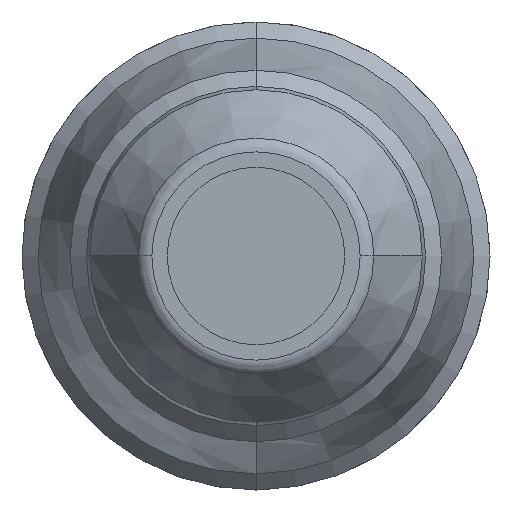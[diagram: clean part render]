
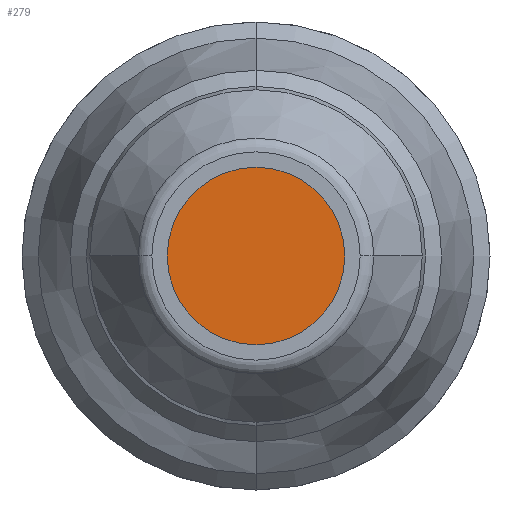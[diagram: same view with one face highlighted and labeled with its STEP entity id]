
A CAD part, front view. The second image highlights one B-rep face of the part: STEP entity #279.
In plain terms, the highlighted planar face has unit normal (0, -1, 0).
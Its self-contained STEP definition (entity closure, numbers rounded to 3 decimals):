
#279=ADVANCED_FACE('',(#591),#592,.F.);
#591=FACE_OUTER_BOUND('',#934,.T.);
#592=PLANE('',#935);
#934=EDGE_LOOP('',(#1689,#1690,#1691));
#935=AXIS2_PLACEMENT_3D('',#1692,#1693,#1694);
#1689=ORIENTED_EDGE('',*,*,#1980,.F.);
#1690=ORIENTED_EDGE('',*,*,#1979,.F.);
#1691=ORIENTED_EDGE('',*,*,#2237,.F.);
#1692=CARTESIAN_POINT('',(0.,-68.096,0.));
#1693=DIRECTION('',(-0.0,1.0,0.0));
#1694=DIRECTION('',(1.0,0.0,0.0));
#1979=EDGE_CURVE('',#2347,#2349,#2350,.T.);
#1980=EDGE_CURVE('',#2349,#2343,#2351,.T.);
#2237=EDGE_CURVE('',#2343,#2347,#2727,.T.);
#2343=VERTEX_POINT('',#2840);
#2347=VERTEX_POINT('',#2845);
#2349=VERTEX_POINT('',#2848);
#2350=CIRCLE('',#2849,2.75);
#2351=CIRCLE('',#2850,2.75);
#2727=CIRCLE('',#3334,2.75);
#2840=CARTESIAN_POINT('',(0.,-68.096,-2.75));
#2845=CARTESIAN_POINT('',(0.,-68.096,2.75));
#2848=CARTESIAN_POINT('',(2.75,-68.096,0.));
#2849=AXIS2_PLACEMENT_3D('',#3453,#3454,#3455);
#2850=AXIS2_PLACEMENT_3D('',#3456,#3457,#3458);
#3334=AXIS2_PLACEMENT_3D('',#3824,#3825,#3826);
#3453=CARTESIAN_POINT('',(0.,-68.096,0.));
#3454=DIRECTION('',(-0.0,1.0,0.0));
#3455=DIRECTION('',(1.0,0.0,0.0));
#3456=CARTESIAN_POINT('',(0.,-68.096,0.));
#3457=DIRECTION('',(-0.0,1.0,0.0));
#3458=DIRECTION('',(1.0,0.0,0.0));
#3824=CARTESIAN_POINT('',(0.,-68.096,0.));
#3825=DIRECTION('',(-0.0,1.0,0.0));
#3826=DIRECTION('',(1.0,0.0,0.0));
